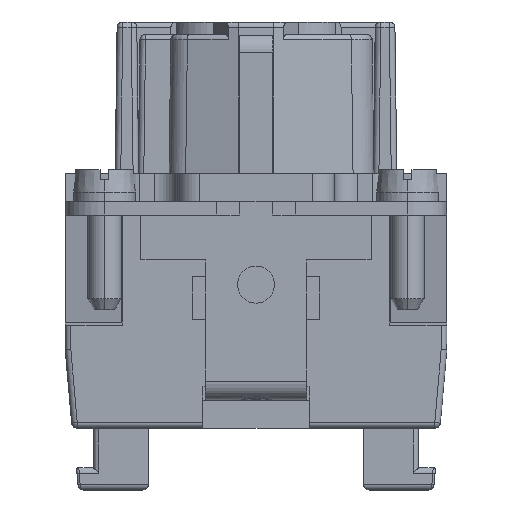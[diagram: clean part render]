
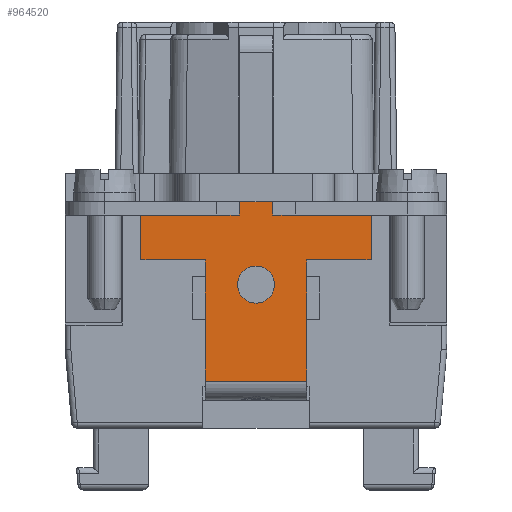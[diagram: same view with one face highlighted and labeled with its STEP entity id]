
A CAD part, left-side view. The second image highlights one B-rep face of the part: STEP entity #964520.
In plain terms, the highlighted planar face has unit normal (-1, 0, 0).
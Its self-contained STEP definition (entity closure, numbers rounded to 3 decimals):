
#960570=CARTESIAN_POINT('',(27.796,27.176,
-5.1));
#960580=VERTEX_POINT('',#960570);
#960770=CARTESIAN_POINT('',(27.796,30.176,
-5.1));
#960780=VERTEX_POINT('',#960770);
#960810=CARTESIAN_POINT('',(27.796,0.,-5.1));
#960820=DIRECTION('',(0.,-1.,0.));
#960830=VECTOR('',#960820,1.);
#960840=LINE('',#960810,#960830);
#960850=EDGE_CURVE('',#960780,#960580,#960840,.T.);
#961230=CARTESIAN_POINT('',(27.796,30.176,
-20.6));
#961240=DIRECTION('',(0.,0.,1.));
#961250=VECTOR('',#961240,1.);
#961260=LINE('',#961230,#961250);
#961480=CARTESIAN_POINT('',(27.796,11.676,
-20.6));
#961490=DIRECTION('',(-1.,0.,0.));
#961500=DIRECTION('',(0.,-1.,0.));
#961510=AXIS2_PLACEMENT_3D('',#961480,#961490,#961500);
#961520=PLANE('',#961510);
#961630=CARTESIAN_POINT('',(27.796,27.176,
-20.6));
#961640=DIRECTION('',(0.,0.,-1.));
#961650=VECTOR('',#961640,1.);
#961660=LINE('',#961630,#961650);
#962280=CARTESIAN_POINT('',(27.796,24.176,
-20.6));
#962290=DIRECTION('',(0.,0.,-1.));
#962300=VECTOR('',#962290,1.);
#962310=LINE('',#962280,#962300);
#962320=CARTESIAN_POINT('',(27.796,24.176,
10.9));
#962330=VERTEX_POINT('',#962320);
#962340=CARTESIAN_POINT('',(27.796,24.176,
5.4));
#962350=VERTEX_POINT('',#962340);
#962360=EDGE_CURVE('',#962330,#962350,#962310,.T.);
#962840=CARTESIAN_POINT('',(27.796,24.176,
-20.6));
#962850=DIRECTION('',(0.,0.,1.));
#962860=VECTOR('',#962850,1.);
#962870=LINE('',#962840,#962860);
#962880=CARTESIAN_POINT('',(27.796,24.176,
1.6));
#962890=VERTEX_POINT('',#962880);
#962900=EDGE_CURVE('',#962890,#962350,#962870,.T.);
#963240=CARTESIAN_POINT('',(27.796,30.176,
-3.9));
#963250=VERTEX_POINT('',#963240);
#963260=EDGE_CURVE('',#960780,#963250,#961260,.T.);
#963270=ORIENTED_EDGE('',*,*,#963260,.F.);
#963280=CARTESIAN_POINT('',(27.796,72.675,
-3.9));
#963290=DIRECTION('',(0.,-1.,0.));
#963300=VECTOR('',#963290,1.);
#963310=LINE('',#963280,#963300);
#963320=CARTESIAN_POINT('',(27.796,32.176,
-3.9));
#963330=VERTEX_POINT('',#963320);
#963340=EDGE_CURVE('',#963330,#963250,#963310,.T.);
#963350=ORIENTED_EDGE('',*,*,#963340,.T.);
#963360=CARTESIAN_POINT('',(27.796,72.675,
-3.9));
#963370=DIRECTION('',(0.,1.,0.));
#963380=VECTOR('',#963370,1.);
#963390=LINE('',#963360,#963380);
#963400=CARTESIAN_POINT('',(27.796,38.926,
-3.9));
#963410=VERTEX_POINT('',#963400);
#963420=EDGE_CURVE('',#963330,#963410,#963390,.T.);
#963430=ORIENTED_EDGE('',*,*,#963420,.F.);
#963440=CARTESIAN_POINT('',(27.796,38.926,
-20.6));
#963450=DIRECTION('',(0.,0.,1.));
#963460=VECTOR('',#963450,1.);
#963470=LINE('',#963440,#963460);
#963480=CARTESIAN_POINT('',(27.796,38.926,
0.1));
#963490=VERTEX_POINT('',#963480);
#963500=EDGE_CURVE('',#963410,#963490,#963470,.T.);
#963510=ORIENTED_EDGE('',*,*,#963500,.F.);
#963520=CARTESIAN_POINT('',(27.796,72.675,
0.1));
#963530=DIRECTION('',(0.,-1.,0.));
#963540=VECTOR('',#963530,1.);
#963550=LINE('',#963520,#963540);
#963560=CARTESIAN_POINT('',(27.796,33.176,
0.1));
#963570=VERTEX_POINT('',#963560);
#963580=EDGE_CURVE('',#963490,#963570,#963550,.T.);
#963590=ORIENTED_EDGE('',*,*,#963580,.F.);
#963600=CARTESIAN_POINT('',(27.796,33.176,
-20.6));
#963610=DIRECTION('',(0.,0.,1.));
#963620=VECTOR('',#963610,1.);
#963630=LINE('',#963600,#963620);
#963640=CARTESIAN_POINT('',(27.796,33.176,
1.6));
#963650=VERTEX_POINT('',#963640);
#963660=EDGE_CURVE('',#963570,#963650,#963630,.T.);
#963670=ORIENTED_EDGE('',*,*,#963660,.F.);
#963680=CARTESIAN_POINT('',(27.796,33.176,
-20.6));
#963690=DIRECTION('',(0.,0.,1.));
#963700=VECTOR('',#963690,1.);
#963710=LINE('',#963680,#963700);
#963720=CARTESIAN_POINT('',(27.796,33.176,
5.4));
#963730=VERTEX_POINT('',#963720);
#963740=EDGE_CURVE('',#963650,#963730,#963710,.T.);
#963750=ORIENTED_EDGE('',*,*,#963740,.F.);
#963760=CARTESIAN_POINT('',(27.796,33.176,
-20.6));
#963770=DIRECTION('',(0.,0.,1.));
#963780=VECTOR('',#963770,1.);
#963790=LINE('',#963760,#963780);
#963800=CARTESIAN_POINT('',(27.796,33.176,
10.9));
#963810=VERTEX_POINT('',#963800);
#963820=EDGE_CURVE('',#963730,#963810,#963790,.T.);
#963830=ORIENTED_EDGE('',*,*,#963820,.F.);
#963840=CARTESIAN_POINT('',(27.796,72.675,
10.9));
#963850=DIRECTION('',(0.,-1.,0.));
#963860=VECTOR('',#963850,1.);
#963870=LINE('',#963840,#963860);
#963880=EDGE_CURVE('',#963810,#962330,#963870,.T.);
#963890=ORIENTED_EDGE('',*,*,#963880,.F.);
#963900=ORIENTED_EDGE('',*,*,#962360,.F.);
#963910=ORIENTED_EDGE('',*,*,#962900,.T.);
#963920=CARTESIAN_POINT('',(27.796,24.176,
-20.6));
#963930=DIRECTION('',(0.,0.,-1.));
#963940=VECTOR('',#963930,1.);
#963950=LINE('',#963920,#963940);
#963960=CARTESIAN_POINT('',(27.796,24.176,
0.1));
#963970=VERTEX_POINT('',#963960);
#963980=EDGE_CURVE('',#962890,#963970,#963950,.T.);
#963990=ORIENTED_EDGE('',*,*,#963980,.F.);
#964000=CARTESIAN_POINT('',(27.796,72.675,
0.1));
#964010=DIRECTION('',(0.,-1.,0.));
#964020=VECTOR('',#964010,1.);
#964030=LINE('',#964000,#964020);
#964040=CARTESIAN_POINT('',(27.796,18.426,
0.1));
#964050=VERTEX_POINT('',#964040);
#964060=EDGE_CURVE('',#963970,#964050,#964030,.T.);
#964070=ORIENTED_EDGE('',*,*,#964060,.F.);
#964080=CARTESIAN_POINT('',(27.796,18.426,
-20.6));
#964090=DIRECTION('',(0.,0.,-1.));
#964100=VECTOR('',#964090,1.);
#964110=LINE('',#964080,#964100);
#964120=CARTESIAN_POINT('',(27.796,18.426,
-3.9));
#964130=VERTEX_POINT('',#964120);
#964140=EDGE_CURVE('',#964050,#964130,#964110,.T.);
#964150=ORIENTED_EDGE('',*,*,#964140,.F.);
#964160=CARTESIAN_POINT('',(27.796,72.675,
-3.9));
#964170=DIRECTION('',(0.,1.,0.));
#964180=VECTOR('',#964170,1.);
#964190=LINE('',#964160,#964180);
#964200=CARTESIAN_POINT('',(27.796,25.176,
-3.9));
#964210=VERTEX_POINT('',#964200);
#964220=EDGE_CURVE('',#964130,#964210,#964190,.T.);
#964230=ORIENTED_EDGE('',*,*,#964220,.F.);
#964240=CARTESIAN_POINT('',(27.796,72.675,
-3.9));
#964250=DIRECTION('',(0.,-1.,0.));
#964260=VECTOR('',#964250,1.);
#964270=LINE('',#964240,#964260);
#964280=CARTESIAN_POINT('',(27.796,27.176,
-3.9));
#964290=VERTEX_POINT('',#964280);
#964300=EDGE_CURVE('',#964290,#964210,#964270,.T.);
#964310=ORIENTED_EDGE('',*,*,#964300,.T.);
#964320=EDGE_CURVE('',#964290,#960580,#961660,.T.);
#964330=ORIENTED_EDGE('',*,*,#964320,.F.);
#964340=ORIENTED_EDGE('',*,*,#960850,.T.);
#964350=EDGE_LOOP('',(#964340,#964330,#964310,#964230,#964150,#964070,
#963990,#963910,#963900,#963890,#963830,#963750,#963670,#963590,#963510,
#963430,#963350,#963270));
#964360=FACE_OUTER_BOUND('',#964350,.T.);
#964370=CARTESIAN_POINT('',(27.796,28.676,
2.3));
#964380=DIRECTION('',(-1.,0.,0.));
#964390=DIRECTION('',(0.,-1.,0.));
#964400=AXIS2_PLACEMENT_3D('',#964370,#964380,#964390);
#964410=CIRCLE('',#964400,1.65);
#964420=CARTESIAN_POINT('',(27.796,27.026,
2.3));
#964430=VERTEX_POINT('',#964420);
#964440=CARTESIAN_POINT('',(27.796,30.326,
2.3));
#964450=VERTEX_POINT('',#964440);
#964460=EDGE_CURVE('',#964430,#964450,#964410,.T.);
#964470=ORIENTED_EDGE('',*,*,#964460,.F.);
#964480=EDGE_CURVE('',#964450,#964430,#964410,.T.);
#964490=ORIENTED_EDGE('',*,*,#964480,.F.);
#964500=EDGE_LOOP('',(#964490,#964470));
#964510=FACE_BOUND('',#964500,.T.);
#964520=ADVANCED_FACE('',(#964360,#964510),#961520,.T.);
